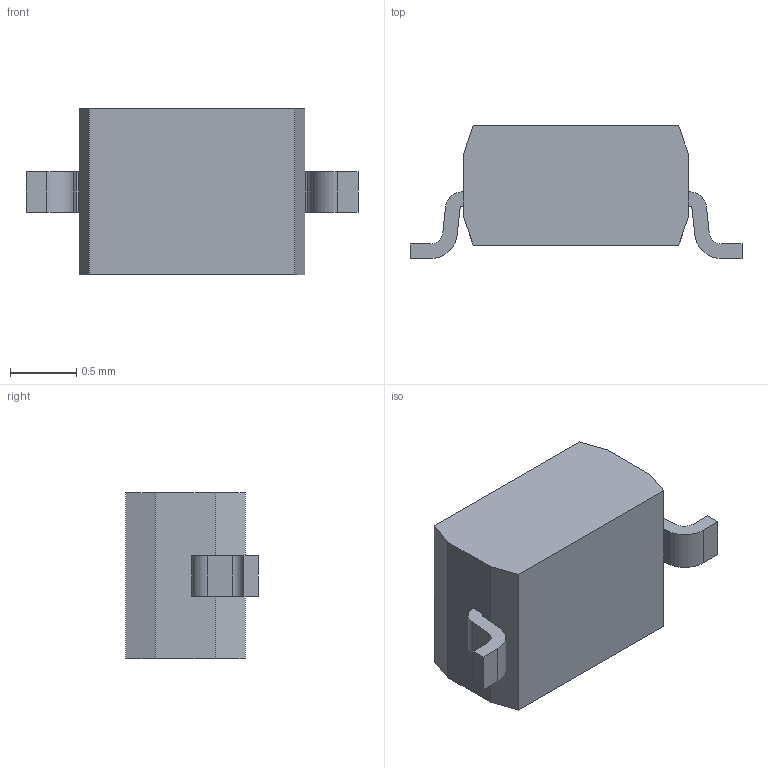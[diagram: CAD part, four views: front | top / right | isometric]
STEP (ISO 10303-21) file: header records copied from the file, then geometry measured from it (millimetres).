
FILE_DESCRIPTION (( 'STEP AP214' ), '1' );
FILE_NAME ( 'SOD2512X100N.step', '2020-4-4T14:7:48', ( '' ), ( '' ), 'EDABuilder', 'EMA Design Automation', '' );
FILE_SCHEMA (( 'AUTOMOTIVE_DESIGN' ));
Length unit declared in the file: millimetre
Products named in the file (1): face1_BC
Bounding box: 2.5 x 1 x 1.25 mm (x, y, z)
Volume: 1.9 mm3; surface area: 10.4 mm2
Topology: 3 solids, 3 shells, 38 faces, 96 edges, 64 vertices
Faces by surface type: plane 30, cylinder 8
Entity records: 1259 total; most frequent: CARTESIAN_POINT 202, DIRECTION 196, ORIENTED_EDGE 192, EDGE_CURVE 96, LINE 80, VECTOR 80, VERTEX_POINT 64, AXIS2_PLACEMENT_3D 58
